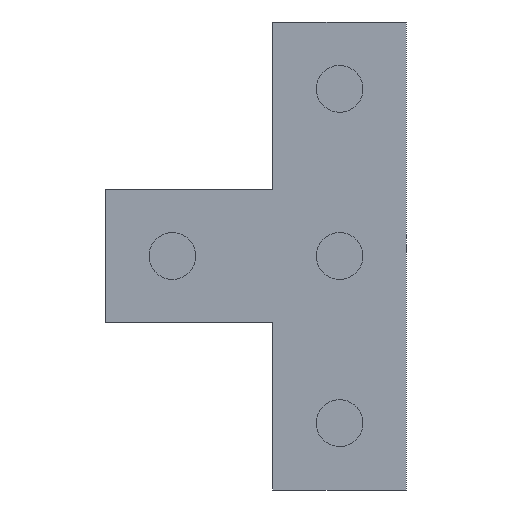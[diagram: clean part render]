
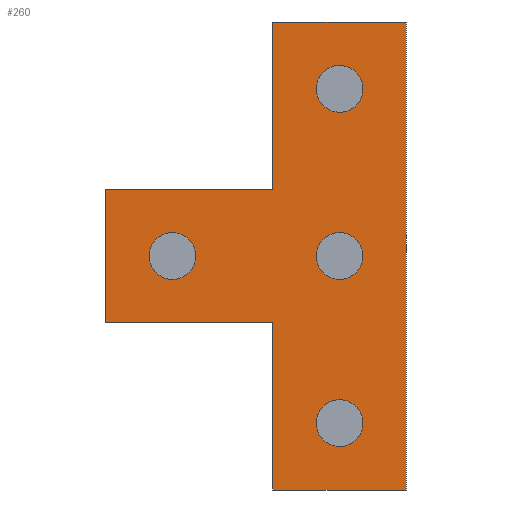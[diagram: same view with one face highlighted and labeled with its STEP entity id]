
A CAD part, left-side view. The second image highlights one B-rep face of the part: STEP entity #260.
In plain terms, the highlighted planar face has unit normal (-1, 0, 0).
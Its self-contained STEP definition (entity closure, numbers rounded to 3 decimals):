
#15=LINE('',#402,#39);
#19=LINE('',#410,#43);
#22=LINE('',#416,#46);
#25=LINE('',#422,#49);
#28=LINE('',#428,#52);
#31=LINE('',#434,#55);
#34=LINE('',#440,#58);
#37=LINE('',#445,#61);
#39=VECTOR('',#328,1.);
#43=VECTOR('',#334,1.);
#46=VECTOR('',#339,1.);
#49=VECTOR('',#344,1.);
#52=VECTOR('',#349,1.);
#55=VECTOR('',#354,1.);
#58=VECTOR('',#359,1.);
#61=VECTOR('',#364,1.);
#86=FACE_OUTER_BOUND('',#104,.T.);
#104=EDGE_LOOP('',(#217,#218,#219,#220,#221,#222,#223,#224));
#121=VERTEX_POINT('',#400);
#122=VERTEX_POINT('',#401);
#125=VERTEX_POINT('',#409);
#127=VERTEX_POINT('',#415);
#129=VERTEX_POINT('',#421);
#131=VERTEX_POINT('',#427);
#133=VERTEX_POINT('',#433);
#135=VERTEX_POINT('',#439);
#145=EDGE_CURVE('',#121,#122,#15,.T.);
#149=EDGE_CURVE('',#125,#121,#19,.T.);
#152=EDGE_CURVE('',#127,#125,#22,.T.);
#155=EDGE_CURVE('',#129,#127,#25,.T.);
#158=EDGE_CURVE('',#131,#129,#28,.T.);
#161=EDGE_CURVE('',#133,#131,#31,.T.);
#164=EDGE_CURVE('',#135,#133,#34,.T.);
#167=EDGE_CURVE('',#122,#135,#37,.T.);
#217=ORIENTED_EDGE('',*,*,#167,.F.);
#218=ORIENTED_EDGE('',*,*,#145,.F.);
#219=ORIENTED_EDGE('',*,*,#149,.F.);
#220=ORIENTED_EDGE('',*,*,#152,.F.);
#221=ORIENTED_EDGE('',*,*,#155,.F.);
#222=ORIENTED_EDGE('',*,*,#158,.F.);
#223=ORIENTED_EDGE('',*,*,#161,.F.);
#224=ORIENTED_EDGE('',*,*,#164,.F.);
#242=PLANE('',#299);
#260=ADVANCED_FACE('',(#86),#242,.F.);
#299=AXIS2_PLACEMENT_3D('',#448,#368,#369);
#328=DIRECTION('',(0.,-1.,0.));
#334=DIRECTION('',(0.,0.,1.));
#339=DIRECTION('',(0.,-1.,0.));
#344=DIRECTION('',(0.,0.,1.));
#349=DIRECTION('',(0.,1.,0.));
#354=DIRECTION('',(0.,0.,1.));
#359=DIRECTION('',(0.,1.,0.));
#364=DIRECTION('',(0.,0.,-1.));
#368=DIRECTION('center_axis',(1.,0.,0.));
#369=DIRECTION('ref_axis',(0.,0.,-1.));
#400=CARTESIAN_POINT('',(-1.815,0.268,140.));
#401=CARTESIAN_POINT('',(-1.815,-39.732,140.));
#402=CARTESIAN_POINT('',(-1.815,0.268,140.));
#409=CARTESIAN_POINT('',(-1.815,0.268,90.));
#410=CARTESIAN_POINT('',(-1.815,0.268,90.));
#415=CARTESIAN_POINT('',(-1.815,50.268,90.));
#416=CARTESIAN_POINT('',(-1.815,50.268,90.));
#421=CARTESIAN_POINT('',(-1.815,50.268,50.));
#422=CARTESIAN_POINT('',(-1.815,50.268,50.));
#427=CARTESIAN_POINT('',(-1.815,0.268,50.));
#428=CARTESIAN_POINT('',(-1.815,0.268,50.));
#433=CARTESIAN_POINT('',(-1.815,0.268,0.));
#434=CARTESIAN_POINT('',(-1.815,0.268,0.));
#439=CARTESIAN_POINT('',(-1.815,-39.732,0.));
#440=CARTESIAN_POINT('',(-1.815,-39.732,0.));
#445=CARTESIAN_POINT('',(-1.815,-39.732,140.));
#448=CARTESIAN_POINT('Origin',(-1.815,-5.602,70.));
